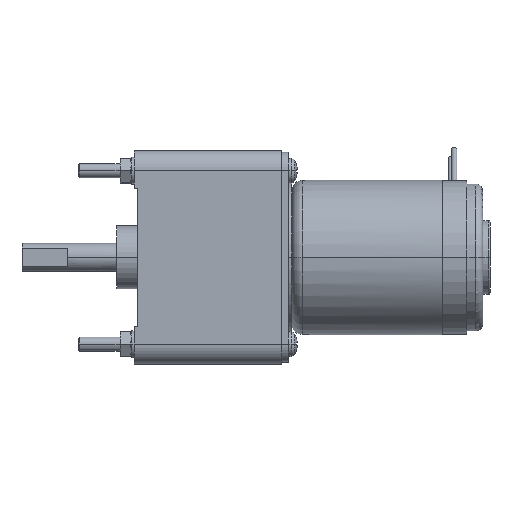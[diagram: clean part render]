
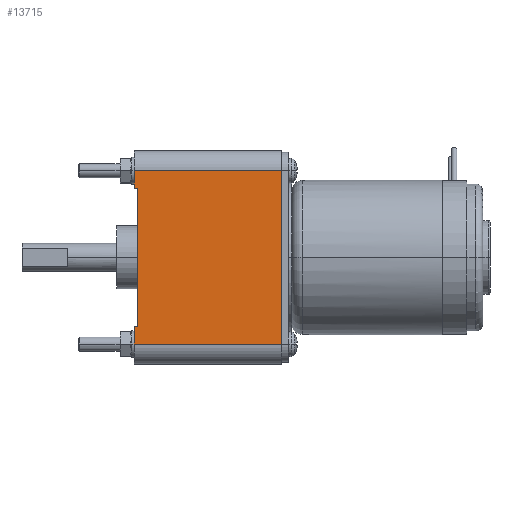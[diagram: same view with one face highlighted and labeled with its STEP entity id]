
A CAD part, top view. The second image highlights one B-rep face of the part: STEP entity #13715.
In plain terms, the highlighted planar face has unit normal (0, 0, 1).
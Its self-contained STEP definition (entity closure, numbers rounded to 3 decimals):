
#11801=CARTESIAN_POINT('POINT4518',(1.,-19.75,
   20.5));
#11802=VERTEX_POINT('VERTEX4518',#11801);
#11810=CARTESIAN_POINT('POINT4519',(0.,-19.75,
   20.5));
#11811=VERTEX_POINT('VERTEX4519',#11810);
#11818=CARTESIAN_POINT('POS6231',(0.,-19.75,
   20.5));
#11819=DIRECTION('DIR9680',(1.,0.,0.));
#11820=VECTOR('VEC2782',#11819,1.);
#11821=LINE('STRAIGHT2782',#11818,#11820);
#11822=EDGE_CURVE('EDGE7433',#11811,#11802,#11821,.T.);
#11832=CARTESIAN_POINT('POINT4520',(1.,19.75,
   20.5));
#11833=VERTEX_POINT('VERTEX4520',#11832);
#11840=CARTESIAN_POINT('POINT4521',(0.,19.75,
   20.5));
#11841=VERTEX_POINT('VERTEX4521',#11840);
#11842=CARTESIAN_POINT('POS6234',(0.,19.75,
   20.5));
#11843=DIRECTION('DIR9684',(1.,0.,0.));
#11844=VECTOR('VEC2784',#11843,1.);
#11845=LINE('STRAIGHT2784',#11842,#11844);
#11846=EDGE_CURVE('EDGE7435',#11841,#11833,#11845,.T.);
#11873=CARTESIAN_POINT('POINT4522',(0.,24.75,
   20.5));
#11874=VERTEX_POINT('VERTEX4522',#11873);
#11900=CARTESIAN_POINT('POS6240',(0.,19.75,
   20.5));
#11901=DIRECTION('DIR9692',(0.,1.,0.));
#11902=VECTOR('VEC2788',#11901,1.);
#11903=LINE('STRAIGHT2788',#11900,#11902);
#11904=EDGE_CURVE('EDGE7440',#11841,#11874,#11903,.T.);
#12185=CARTESIAN_POINT('POS6271',(1.,-24.75,20.5));
#12186=DIRECTION('DIR9733',(0.,1.,0.));
#12187=VECTOR('VEC2809',#12186,1.);
#12188=LINE('STRAIGHT2809',#12185,#12187);
#12189=EDGE_CURVE('EDGE7463',#11802,#11833,#12188,.T.);
#12269=CARTESIAN_POINT('POINT4541',(0.,-24.75,
   20.5));
#12270=VERTEX_POINT('VERTEX4541',#12269);
#12278=CARTESIAN_POINT('POS6279',(0.,-24.75,
   20.5));
#12279=DIRECTION('DIR9744',(0.,1.,0.));
#12280=VECTOR('VEC2814',#12279,1.);
#12281=LINE('STRAIGHT2814',#12278,#12280);
#12282=EDGE_CURVE('EDGE7469',#12270,#11811,#12281,.T.);
#13681=CARTESIAN_POINT('POINT4618',(42.,-24.75,20.5));
#13682=VERTEX_POINT('VERTEX4618',#13681);
#13683=CARTESIAN_POINT('POINT4619',(42.,24.75,20.5));
#13684=VERTEX_POINT('VERTEX4619',#13683);
#13685=CARTESIAN_POINT('POS6378',(42.,-24.75,20.5));
#13686=DIRECTION('DIR9876',(0.,1.,0.));
#13687=VECTOR('VEC2880',#13686,1.);
#13688=LINE('STRAIGHT2880',#13685,#13687);
#13689=EDGE_CURVE('EDGE7591',#13682,#13684,#13688,.T.);
#13690=ORIENTED_EDGE('COEDGE15161',*,*,#13689,.T.);
#13691=CARTESIAN_POINT('POS6379',(0.,24.75,
   20.5));
#13692=DIRECTION('DIR9877',(1.,0.,0.));
#13693=VECTOR('VEC2881',#13692,1.);
#13694=LINE('STRAIGHT2881',#13691,#13693);
#13695=EDGE_CURVE('EDGE7592',#11874,#13684,#13694,.T.);
#13696=ORIENTED_EDGE('COEDGE15162',*,*,#13695,.F.);
#13697=ORIENTED_EDGE('COEDGE15163',*,*,#11904,.F.);
#13698=ORIENTED_EDGE('COEDGE15164',*,*,#11846,.T.);
#13699=ORIENTED_EDGE('COEDGE15165',*,*,#12189,.F.);
#13700=ORIENTED_EDGE('COEDGE15166',*,*,#11822,.F.);
#13701=ORIENTED_EDGE('COEDGE15167',*,*,#12282,.F.);
#13702=CARTESIAN_POINT('POS6380',(0.,-24.75,
   20.5));
#13703=DIRECTION('DIR9878',(1.,0.,0.));
#13704=VECTOR('VEC2882',#13703,1.);
#13705=LINE('STRAIGHT2882',#13702,#13704);
#13706=EDGE_CURVE('EDGE7593',#12270,#13682,#13705,.T.);
#13707=ORIENTED_EDGE('COEDGE15168',*,*,#13706,.T.);
#13708=EDGE_LOOP('NONE',(#13690,#13696,#13697,#13698,#13699,#13700,
   #13701,#13707));
#13709=FACE_BOUND('LOOP1',#13708,.T.);
#13710=CARTESIAN_POINT('POS6381',(1.,-24.75,20.5));
#13711=DIRECTION('DIR9879',(0.,0.,1.));
#13712=DIRECTION('DIR9880',(1.,0.,0.));
#13713=AXIS2_PLACEMENT_3D('AXIS3499',#13710,#13711,#13712);
#13714=PLANE('PLANE1021',#13713);
#13715=ADVANCED_FACE('FACE3329',(#13709),#13714,.T.);
